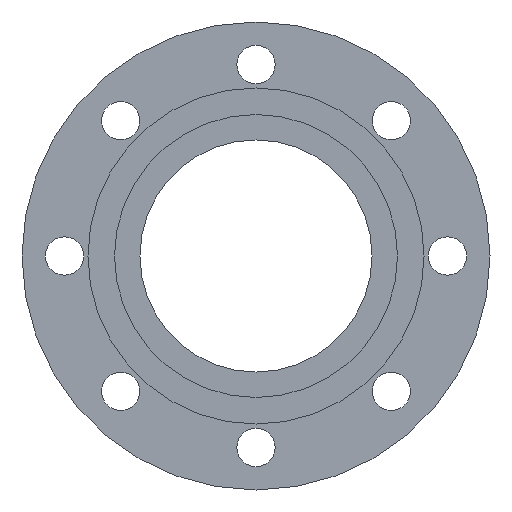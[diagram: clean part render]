
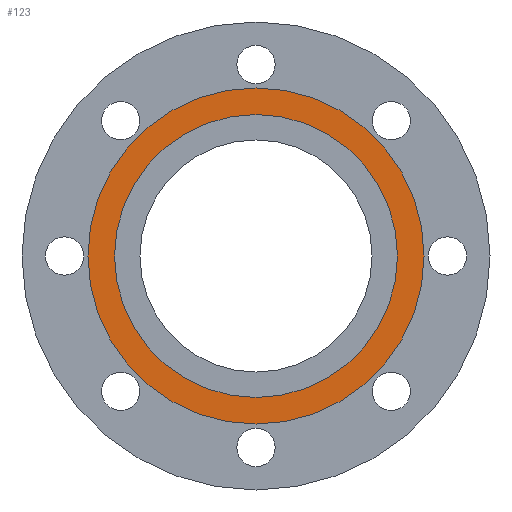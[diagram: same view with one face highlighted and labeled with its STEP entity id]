
A CAD part, front view. The second image highlights one B-rep face of the part: STEP entity #123.
In plain terms, the highlighted planar face has unit normal (0, -1, 0).
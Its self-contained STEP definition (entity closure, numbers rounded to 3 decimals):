
#68 = VERTEX_POINT ( 'NONE', #104 ) ;
#99 = FACE_BOUND ( 'NONE', #338, .T. ) ;
#104 = CARTESIAN_POINT ( 'NONE',  ( 0., 0., -79. ) ) ;
#123 = ADVANCED_FACE ( 'NONE', ( #99, #822 ), #270, .T. ) ;
#169 = CARTESIAN_POINT ( 'NONE',  ( 0., 0., -66.5 ) ) ;
#170 = DIRECTION ( 'NONE',  ( 0., -1., 0. ) ) ;
#183 = DIRECTION ( 'NONE',  ( 0., 0., -1. ) ) ;
#199 = CARTESIAN_POINT ( 'NONE',  ( 0., 0., 0. ) ) ;
#203 = DIRECTION ( 'NONE',  ( 0., 0., 1. ) ) ;
#208 = ORIENTED_EDGE ( 'NONE', *, *, #508, .T. ) ;
#270 = PLANE ( 'NONE',  #908 ) ;
#312 = AXIS2_PLACEMENT_3D ( 'NONE', #733, #1110, #203 ) ;
#338 = EDGE_LOOP ( 'NONE', ( #208, #396 ) ) ;
#388 = AXIS2_PLACEMENT_3D ( 'NONE', #899, #906, #437 ) ;
#396 = ORIENTED_EDGE ( 'NONE', *, *, #1056, .T. ) ;
#409 = DIRECTION ( 'NONE',  ( 0., 1., 0. ) ) ;
#424 = EDGE_LOOP ( 'NONE', ( #1074, #630 ) ) ;
#437 = DIRECTION ( 'NONE',  ( 0., 0., 1. ) ) ;
#485 = CARTESIAN_POINT ( 'NONE',  ( 0., 0., 0. ) ) ;
#508 = EDGE_CURVE ( 'NONE', #1134, #1149, #881, .T. ) ;
#524 = EDGE_CURVE ( 'NONE', #687, #68, #594, .T. ) ;
#594 = CIRCLE ( 'NONE', #312, 79. ) ;
#630 = ORIENTED_EDGE ( 'NONE', *, *, #872, .F. ) ;
#645 = DIRECTION ( 'NONE',  ( 0., 0., 1. ) ) ;
#687 = VERTEX_POINT ( 'NONE', #857 ) ;
#696 = DIRECTION ( 'NONE',  ( 0., 0., 1. ) ) ;
#723 = CARTESIAN_POINT ( 'NONE',  ( 0., 0., 66.5 ) ) ;
#733 = CARTESIAN_POINT ( 'NONE',  ( 0., 0., 0. ) ) ;
#757 = CIRCLE ( 'NONE', #388, 66.5 ) ;
#764 = AXIS2_PLACEMENT_3D ( 'NONE', #199, #409, #696 ) ;
#822 = FACE_OUTER_BOUND ( 'NONE', #424, .T. ) ;
#830 = CARTESIAN_POINT ( 'NONE',  ( 0., 0., 66.5 ) ) ;
#857 = CARTESIAN_POINT ( 'NONE',  ( 0., 0., 79. ) ) ;
#872 = EDGE_CURVE ( 'NONE', #68, #687, #1029, .T. ) ;
#881 = CIRCLE ( 'NONE', #1178, 66.5 ) ;
#899 = CARTESIAN_POINT ( 'NONE',  ( 0., 0., 0. ) ) ;
#906 = DIRECTION ( 'NONE',  ( 0., 1., 0. ) ) ;
#908 = AXIS2_PLACEMENT_3D ( 'NONE', #723, #170, #183 ) ;
#1029 = CIRCLE ( 'NONE', #764, 79. ) ;
#1032 = DIRECTION ( 'NONE',  ( 0., 1., 0. ) ) ;
#1056 = EDGE_CURVE ( 'NONE', #1149, #1134, #757, .T. ) ;
#1074 = ORIENTED_EDGE ( 'NONE', *, *, #524, .F. ) ;
#1110 = DIRECTION ( 'NONE',  ( 0., 1., 0. ) ) ;
#1134 = VERTEX_POINT ( 'NONE', #830 ) ;
#1149 = VERTEX_POINT ( 'NONE', #169 ) ;
#1178 = AXIS2_PLACEMENT_3D ( 'NONE', #485, #1032, #645 ) ;
